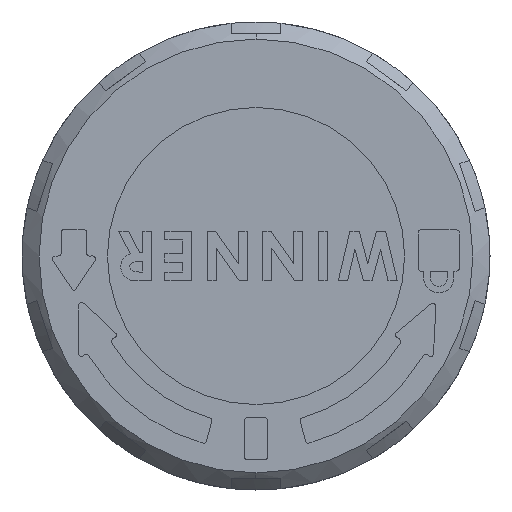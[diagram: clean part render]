
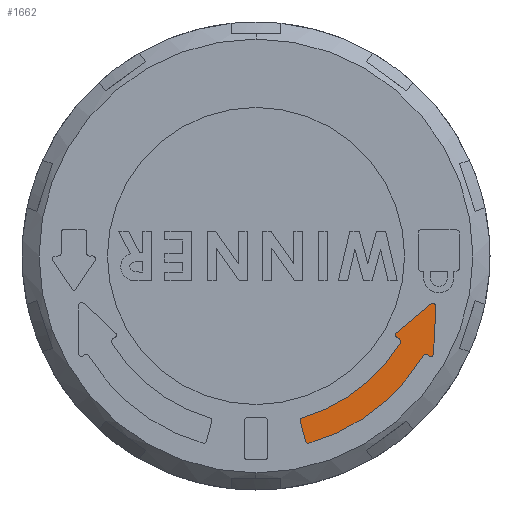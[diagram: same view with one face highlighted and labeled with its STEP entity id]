
A CAD part, left-side view. The second image highlights one B-rep face of the part: STEP entity #1662.
In plain terms, the highlighted planar face has unit normal (-1, 0, 0).
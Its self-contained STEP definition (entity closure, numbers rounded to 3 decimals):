
#137 = CARTESIAN_POINT ( 'NONE',  ( -47.14, -3.364, -12.556 ) ) ;
#538 = DIRECTION ( 'NONE',  ( 0., 0., 1. ) ) ;
#937 = EDGE_CURVE ( 'NONE', #11534, #13014, #19292, .T. ) ;
#1012 = CARTESIAN_POINT ( 'NONE',  ( -47.14, -10.798, -6.003 ) ) ;
#1303 = DIRECTION ( 'NONE',  ( 0., 0., 1. ) ) ;
#1367 = ORIENTED_EDGE ( 'NONE', *, *, #17168, .T. ) ;
#1374 = CARTESIAN_POINT ( 'NONE',  ( -47.14, -10.741, -6.49 ) ) ;
#1415 = AXIS2_PLACEMENT_3D ( 'NONE', #1012, #17087, #10624 ) ;
#1628 = EDGE_CURVE ( 'NONE', #13579, #11534, #19030, .T. ) ;
#1662 = ADVANCED_FACE ( 'NONE', ( #10382 ), #18360, .T. ) ;
#1728 = AXIS2_PLACEMENT_3D ( 'NONE', #2126, #3622, #16542 ) ;
#2121 = VERTEX_POINT ( 'NONE', #10097 ) ;
#2126 = CARTESIAN_POINT ( 'NONE',  ( -47.14, -12.907, -7.74 ) ) ;
#2134 = DIRECTION ( 'NONE',  ( -1., 0., 0. ) ) ;
#2200 = CARTESIAN_POINT ( 'NONE',  ( -47.14, -10.698, -6.177 ) ) ;
#2496 = VERTEX_POINT ( 'NONE', #13064 ) ;
#2544 = CIRCLE ( 'NONE', #7469, 0.25 ) ;
#2670 = ORIENTED_EDGE ( 'NONE', *, *, #19617, .T. ) ;
#2802 = CARTESIAN_POINT ( 'NONE',  ( -47.14, -13.2, -7.621 ) ) ;
#2935 = ORIENTED_EDGE ( 'NONE', *, *, #15390, .T. ) ;
#2963 = CIRCLE ( 'NONE', #13287, 0.25 ) ;
#3017 = ORIENTED_EDGE ( 'NONE', *, *, #19938, .T. ) ;
#3027 = DIRECTION ( 'NONE',  ( 0., 0., 1. ) ) ;
#3092 = DIRECTION ( 'NONE',  ( 1., 0., 0. ) ) ;
#3441 = AXIS2_PLACEMENT_3D ( 'NONE', #9857, #4977, #12995 ) ;
#3575 = EDGE_CURVE ( 'NONE', #20126, #16139, #7025, .T. ) ;
#3622 = DIRECTION ( 'NONE',  ( -1., 0., 0. ) ) ;
#3676 = CARTESIAN_POINT ( 'NONE',  ( -47.14, -13.032, -7.524 ) ) ;
#3781 = CARTESIAN_POINT ( 'NONE',  ( -47.14, -13.438, -3.853 ) ) ;
#4111 = DIRECTION ( 'NONE',  ( -1., 0., 0. ) ) ;
#4171 = CARTESIAN_POINT ( 'NONE',  ( -47.14, -13.278, -3.662 ) ) ;
#4350 = VERTEX_POINT ( 'NONE', #10697 ) ;
#4727 = DIRECTION ( 'NONE',  ( 1., 0., 0. ) ) ;
#4764 = ORIENTED_EDGE ( 'NONE', *, *, #1628, .T. ) ;
#4790 = VERTEX_POINT ( 'NONE', #15539 ) ;
#4829 = CARTESIAN_POINT ( 'NONE',  ( -47.14, -12.907, -7.49 ) ) ;
#4927 = VERTEX_POINT ( 'NONE', #17457 ) ;
#4969 = DIRECTION ( 'NONE',  ( -1., 0., 0. ) ) ;
#4977 = DIRECTION ( 'NONE',  ( -1., 0., 0. ) ) ;
#5073 = EDGE_CURVE ( 'NONE', #19837, #2121, #15352, .T. ) ;
#5215 = DIRECTION ( 'NONE',  ( 0., 0., 1. ) ) ;
#5294 = AXIS2_PLACEMENT_3D ( 'NONE', #12350, #4111, #10571 ) ;
#5729 = CARTESIAN_POINT ( 'NONE',  ( -47.14, -13.5, -7.458 ) ) ;
#6218 = CIRCLE ( 'NONE', #13914, 0.2 ) ;
#6238 = AXIS2_PLACEMENT_3D ( 'NONE', #1374, #4727, #3027 ) ;
#6542 = ORIENTED_EDGE ( 'NONE', *, *, #19331, .T. ) ;
#7025 = LINE ( 'NONE', #13451, #14374 ) ;
#7277 = AXIS2_PLACEMENT_3D ( 'NONE', #11352, #4969, #11421 ) ;
#7469 = AXIS2_PLACEMENT_3D ( 'NONE', #12833, #3092, #1303 ) ;
#7549 = VERTEX_POINT ( 'NONE', #11728 ) ;
#7744 = VERTEX_POINT ( 'NONE', #20184 ) ;
#7849 = LINE ( 'NONE', #3676, #9619 ) ;
#8012 = CARTESIAN_POINT ( 'NONE',  ( -47.14, -10.698, -6.177 ) ) ;
#8247 = VECTOR ( 'NONE', #8694, 1000. ) ;
#8535 = VECTOR ( 'NONE', #16278, 1000. ) ;
#8580 = ORIENTED_EDGE ( 'NONE', *, *, #937, .T. ) ;
#8622 = DIRECTION ( 'NONE',  ( 0., 0.766, -0.643 ) ) ;
#8694 = DIRECTION ( 'NONE',  ( 0., -0.052, 0.999 ) ) ;
#8945 = ORIENTED_EDGE ( 'NONE', *, *, #5073, .T. ) ;
#9619 = VECTOR ( 'NONE', #10413, 1000. ) ;
#9857 = CARTESIAN_POINT ( 'NONE',  ( -47.14, -13.438, -3.853 ) ) ;
#10097 = CARTESIAN_POINT ( 'NONE',  ( -47.14, -13.688, -3.866 ) ) ;
#10156 = CIRCLE ( 'NONE', #3441, 0.25 ) ;
#10225 = DIRECTION ( 'NONE',  ( -1., 0., 0. ) ) ;
#10233 = EDGE_CURVE ( 'NONE', #14910, #4927, #13508, .T. ) ;
#10382 = FACE_OUTER_BOUND ( 'NONE', #13584, .T. ) ;
#10413 = DIRECTION ( 'NONE',  ( 0., -0.866, -0.5 ) ) ;
#10571 = DIRECTION ( 'NONE',  ( 0., 0., 1. ) ) ;
#10624 = DIRECTION ( 'NONE',  ( 0., 0., 1. ) ) ;
#10697 = CARTESIAN_POINT ( 'NONE',  ( -47.14, -4.026, -14.242 ) ) ;
#10862 = DIRECTION ( 'NONE',  ( 1., 0., 0. ) ) ;
#10944 = AXIS2_PLACEMENT_3D ( 'NONE', #16847, #13655, #18541 ) ;
#10976 = DIRECTION ( 'NONE',  ( 1., 0., 0. ) ) ;
#11084 = CARTESIAN_POINT ( 'NONE',  ( -47.14, -3.503, -12.311 ) ) ;
#11177 = ORIENTED_EDGE ( 'NONE', *, *, #16119, .T. ) ;
#11352 = CARTESIAN_POINT ( 'NONE',  ( -47.14, -3.557, -12.504 ) ) ;
#11421 = DIRECTION ( 'NONE',  ( 0., 0., -1. ) ) ;
#11534 = VERTEX_POINT ( 'NONE', #20670 ) ;
#11672 = VERTEX_POINT ( 'NONE', #11084 ) ;
#11728 = CARTESIAN_POINT ( 'NONE',  ( -47.14, -12.692, -7.612 ) ) ;
#11760 = EDGE_CURVE ( 'NONE', #2121, #2496, #10156, .T. ) ;
#12055 = EDGE_CURVE ( 'NONE', #13014, #11672, #12965, .T. ) ;
#12074 = AXIS2_PLACEMENT_3D ( 'NONE', #20605, #10862, #12498 ) ;
#12078 = CIRCLE ( 'NONE', #1415, 0.2 ) ;
#12340 = ORIENTED_EDGE ( 'NONE', *, *, #3575, .T. ) ;
#12350 = CARTESIAN_POINT ( 'NONE',  ( -47.14, 0., 0. ) ) ;
#12498 = DIRECTION ( 'NONE',  ( 0., 0., 1. ) ) ;
#12833 = CARTESIAN_POINT ( 'NONE',  ( -47.14, -12.907, -7.74 ) ) ;
#12945 = VERTEX_POINT ( 'NONE', #2802 ) ;
#12965 = CIRCLE ( 'NONE', #16619, 12.8 ) ;
#12995 = DIRECTION ( 'NONE',  ( 0., 0., 1. ) ) ;
#13014 = VERTEX_POINT ( 'NONE', #19323 ) ;
#13064 = CARTESIAN_POINT ( 'NONE',  ( -47.14, -13.438, -3.603 ) ) ;
#13287 = AXIS2_PLACEMENT_3D ( 'NONE', #3781, #10225, #5215 ) ;
#13322 = ORIENTED_EDGE ( 'NONE', *, *, #11760, .T. ) ;
#13451 = CARTESIAN_POINT ( 'NONE',  ( -47.14, -13.278, -3.662 ) ) ;
#13508 = CIRCLE ( 'NONE', #12074, 0.25 ) ;
#13579 = VERTEX_POINT ( 'NONE', #8012 ) ;
#13584 = EDGE_LOOP ( 'NONE', ( #6542, #14125, #3017, #16903, #8945, #13322, #16582, #12340, #11177, #4764, #8580, #17113, #20986, #2935, #1367, #2670 ) ) ;
#13655 = DIRECTION ( 'NONE',  ( -1., 0., 0. ) ) ;
#13914 = AXIS2_PLACEMENT_3D ( 'NONE', #15123, #2134, #538 ) ;
#13949 = CIRCLE ( 'NONE', #5294, 14.8 ) ;
#14016 = CARTESIAN_POINT ( 'NONE',  ( -47.14, -10.67, -5.85 ) ) ;
#14063 = EDGE_CURVE ( 'NONE', #12945, #19837, #17730, .T. ) ;
#14107 = CARTESIAN_POINT ( 'NONE',  ( -47.14, -13.5, -7.458 ) ) ;
#14125 = ORIENTED_EDGE ( 'NONE', *, *, #10233, .T. ) ;
#14374 = VECTOR ( 'NONE', #8622, 1000. ) ;
#14910 = VERTEX_POINT ( 'NONE', #4829 ) ;
#14970 = EDGE_CURVE ( 'NONE', #11672, #4790, #18200, .T. ) ;
#15123 = CARTESIAN_POINT ( 'NONE',  ( -47.14, -3.972, -14.049 ) ) ;
#15352 = LINE ( 'NONE', #5729, #8247 ) ;
#15390 = EDGE_CURVE ( 'NONE', #4790, #7744, #15898, .T. ) ;
#15464 = EDGE_CURVE ( 'NONE', #2496, #20126, #2963, .T. ) ;
#15539 = CARTESIAN_POINT ( 'NONE',  ( -47.14, -3.364, -12.556 ) ) ;
#15898 = LINE ( 'NONE', #137, #8535 ) ;
#16119 = EDGE_CURVE ( 'NONE', #16139, #13579, #12078, .T. ) ;
#16139 = VERTEX_POINT ( 'NONE', #14016 ) ;
#16278 = DIRECTION ( 'NONE',  ( 0., -0.259, -0.966 ) ) ;
#16542 = DIRECTION ( 'NONE',  ( 0., 0., 1. ) ) ;
#16582 = ORIENTED_EDGE ( 'NONE', *, *, #15464, .T. ) ;
#16619 = AXIS2_PLACEMENT_3D ( 'NONE', #18932, #10976, #19146 ) ;
#16751 = DIRECTION ( 'NONE',  ( 0., -0.866, -0.5 ) ) ;
#16847 = CARTESIAN_POINT ( 'NONE',  ( -47.14, -13.3, -7.448 ) ) ;
#16903 = ORIENTED_EDGE ( 'NONE', *, *, #14063, .T. ) ;
#17087 = DIRECTION ( 'NONE',  ( -1., 0., 0. ) ) ;
#17113 = ORIENTED_EDGE ( 'NONE', *, *, #12055, .T. ) ;
#17168 = EDGE_CURVE ( 'NONE', #7744, #4350, #6218, .T. ) ;
#17457 = CARTESIAN_POINT ( 'NONE',  ( -47.14, -13.032, -7.524 ) ) ;
#17730 = CIRCLE ( 'NONE', #10944, 0.2 ) ;
#18200 = CIRCLE ( 'NONE', #7277, 0.2 ) ;
#18360 = PLANE ( 'NONE',  #1728 ) ;
#18496 = VECTOR ( 'NONE', #16751, 1000. ) ;
#18541 = DIRECTION ( 'NONE',  ( 0., 0., 1. ) ) ;
#18932 = CARTESIAN_POINT ( 'NONE',  ( -47.14, 0., 0. ) ) ;
#19030 = LINE ( 'NONE', #2200, #18496 ) ;
#19146 = DIRECTION ( 'NONE',  ( 0., 0., -1. ) ) ;
#19292 = CIRCLE ( 'NONE', #6238, 0.25 ) ;
#19323 = CARTESIAN_POINT ( 'NONE',  ( -47.14, -10.955, -6.62 ) ) ;
#19331 = EDGE_CURVE ( 'NONE', #7549, #14910, #2544, .T. ) ;
#19617 = EDGE_CURVE ( 'NONE', #4350, #7549, #13949, .T. ) ;
#19837 = VERTEX_POINT ( 'NONE', #14107 ) ;
#19938 = EDGE_CURVE ( 'NONE', #4927, #12945, #7849, .T. ) ;
#20126 = VERTEX_POINT ( 'NONE', #4171 ) ;
#20184 = CARTESIAN_POINT ( 'NONE',  ( -47.14, -3.778, -14.101 ) ) ;
#20605 = CARTESIAN_POINT ( 'NONE',  ( -47.14, -12.907, -7.74 ) ) ;
#20670 = CARTESIAN_POINT ( 'NONE',  ( -47.14, -10.866, -6.274 ) ) ;
#20986 = ORIENTED_EDGE ( 'NONE', *, *, #14970, .T. ) ;
